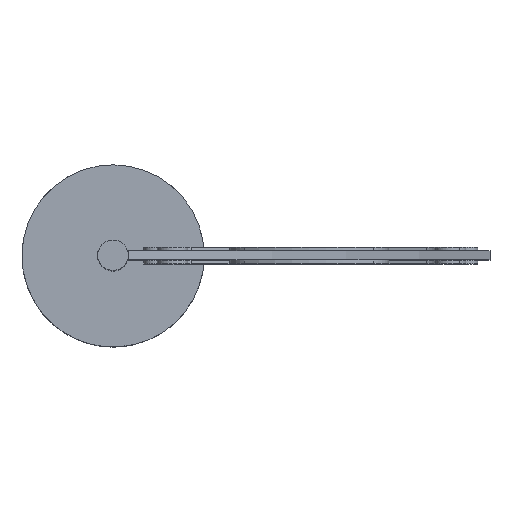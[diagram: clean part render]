
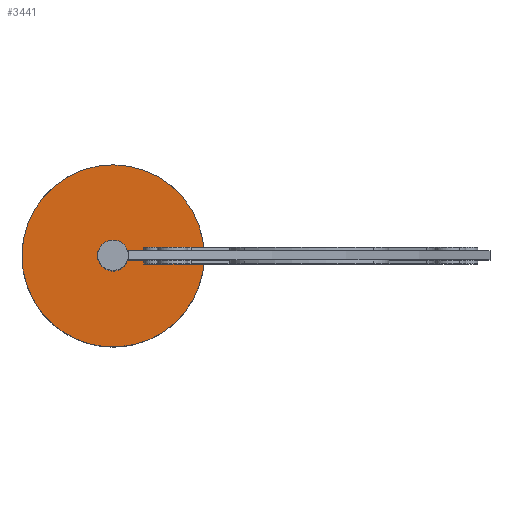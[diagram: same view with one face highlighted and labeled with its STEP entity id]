
A CAD part, top view. The second image highlights one B-rep face of the part: STEP entity #3441.
In plain terms, the highlighted planar face has unit normal (0, 0, 1).
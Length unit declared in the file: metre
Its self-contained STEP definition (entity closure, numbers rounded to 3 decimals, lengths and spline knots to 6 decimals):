
#21=PLANE('',#3704);
#116=LINE('',#5268,#435);
#117=LINE('',#5271,#436);
#118=LINE('',#5273,#437);
#119=LINE('',#5275,#438);
#120=LINE('',#5279,#439);
#121=LINE('',#5281,#440);
#122=LINE('',#5283,#441);
#123=LINE('',#5287,#442);
#435=VECTOR('',#4130,1.);
#436=VECTOR('',#4131,1.);
#437=VECTOR('',#4132,1.);
#438=VECTOR('',#4133,1.);
#439=VECTOR('',#4136,1.);
#440=VECTOR('',#4137,1.);
#441=VECTOR('',#4138,1.);
#442=VECTOR('',#4141,1.);
#761=ORIENTED_EDGE('',*,*,#1824,.F.);
#762=ORIENTED_EDGE('',*,*,#1825,.F.);
#763=ORIENTED_EDGE('',*,*,#1826,.T.);
#764=ORIENTED_EDGE('',*,*,#1827,.F.);
#765=ORIENTED_EDGE('',*,*,#1828,.F.);
#766=ORIENTED_EDGE('',*,*,#1829,.T.);
#767=ORIENTED_EDGE('',*,*,#1830,.T.);
#768=ORIENTED_EDGE('',*,*,#1831,.F.);
#769=ORIENTED_EDGE('',*,*,#1832,.F.);
#770=ORIENTED_EDGE('',*,*,#1833,.T.);
#771=ORIENTED_EDGE('',*,*,#1812,.F.);
#1812=EDGE_CURVE('',#2344,#2344,#2699,.T.);
#1824=EDGE_CURVE('',#2355,#2356,#116,.F.);
#1825=EDGE_CURVE('',#2357,#2355,#117,.T.);
#1826=EDGE_CURVE('',#2357,#2358,#118,.F.);
#1827=EDGE_CURVE('',#2359,#2358,#119,.T.);
#1828=EDGE_CURVE('',#2360,#2359,#2705,.T.);
#1829=EDGE_CURVE('',#2360,#2361,#120,.T.);
#1830=EDGE_CURVE('',#2361,#2362,#121,.T.);
#1831=EDGE_CURVE('',#2363,#2362,#122,.T.);
#1832=EDGE_CURVE('',#2364,#2363,#2706,.T.);
#1833=EDGE_CURVE('',#2364,#2356,#123,.T.);
#2344=VERTEX_POINT('',#5244);
#2355=VERTEX_POINT('',#5269);
#2356=VERTEX_POINT('',#5270);
#2357=VERTEX_POINT('',#5272);
#2358=VERTEX_POINT('',#5274);
#2359=VERTEX_POINT('',#5276);
#2360=VERTEX_POINT('',#5278);
#2361=VERTEX_POINT('',#5280);
#2362=VERTEX_POINT('',#5282);
#2363=VERTEX_POINT('',#5284);
#2364=VERTEX_POINT('',#5286);
#2699=CIRCLE('',#3697,0.0045);
#2705=CIRCLE('',#3705,0.00075);
#2706=CIRCLE('',#3706,0.00075);
#2915=EDGE_LOOP('',(#761,#762,#763,#764,#765,#766,#767,#768,#769,#770));
#2916=EDGE_LOOP('',(#771));
#3126=FACE_BOUND('',#2915,.T.);
#3127=FACE_BOUND('',#2916,.T.);
#3441=ADVANCED_FACE('',(#3126,#3127),#21,.T.);
#3697=AXIS2_PLACEMENT_3D('',#5243,#4108,#4109);
#3704=AXIS2_PLACEMENT_3D('',#5267,#4128,#4129);
#3705=AXIS2_PLACEMENT_3D('',#5277,#4134,#4135);
#3706=AXIS2_PLACEMENT_3D('',#5285,#4139,#4140);
#4108=DIRECTION('',(0.,0.,-1.));
#4109=DIRECTION('',(1.,0.,0.));
#4128=DIRECTION('',(0.,0.,1.));
#4129=DIRECTION('',(1.,0.,0.));
#4130=DIRECTION('',(1.,0.,0.));
#4131=DIRECTION('',(0.,1.,0.));
#4132=DIRECTION('',(1.,0.,0.));
#4133=DIRECTION('',(0.,-1.,0.));
#4134=DIRECTION('',(0.,0.,1.));
#4135=DIRECTION('',(1.,0.,0.));
#4136=DIRECTION('',(-1.,0.,0.));
#4137=DIRECTION('',(0.,1.,0.));
#4138=DIRECTION('',(-1.,0.,0.));
#4139=DIRECTION('',(0.,0.,1.));
#4140=DIRECTION('',(1.,0.,0.));
#4141=DIRECTION('',(0.,1.,0.));
#5243=CARTESIAN_POINT('',(-0.009801,0.,0.099223));
#5244=CARTESIAN_POINT('',(-0.005301,0.,0.099223));
#5267=CARTESIAN_POINT('',(-0.009801,0.,0.099223));
#5268=CARTESIAN_POINT('',(-0.002744,0.000225,0.099223));
#5269=CARTESIAN_POINT('',(-0.009051,0.000225,0.099223));
#5270=CARTESIAN_POINT('',(-0.009075,0.000225,0.099223));
#5271=CARTESIAN_POINT('',(-0.009051,-0.000188,0.099223));
#5272=CARTESIAN_POINT('',(-0.009051,-0.000225,0.099223));
#5273=CARTESIAN_POINT('',(-0.002744,-0.000225,0.099223));
#5274=CARTESIAN_POINT('',(-0.009075,-0.000225,0.099223));
#5275=CARTESIAN_POINT('',(-0.009075,-0.000188,0.099223));
#5276=CARTESIAN_POINT('',(-0.009075,-0.000188,0.099223));
#5277=CARTESIAN_POINT('',(-0.009801,0.,0.099223));
#5278=CARTESIAN_POINT('',(-0.010527,-0.000188,0.099223));
#5279=CARTESIAN_POINT('',(-0.009801,-0.000188,0.099223));
#5280=CARTESIAN_POINT('',(-0.010551,-0.000188,0.099223));
#5281=CARTESIAN_POINT('',(-0.010551,-0.000188,0.099223));
#5282=CARTESIAN_POINT('',(-0.010551,0.000188,0.099223));
#5283=CARTESIAN_POINT('',(-0.009801,0.000188,0.099223));
#5284=CARTESIAN_POINT('',(-0.010527,0.000188,0.099223));
#5285=CARTESIAN_POINT('',(-0.009801,0.,0.099223));
#5286=CARTESIAN_POINT('',(-0.009075,0.000188,0.099223));
#5287=CARTESIAN_POINT('',(-0.009075,0.000188,0.099223));
